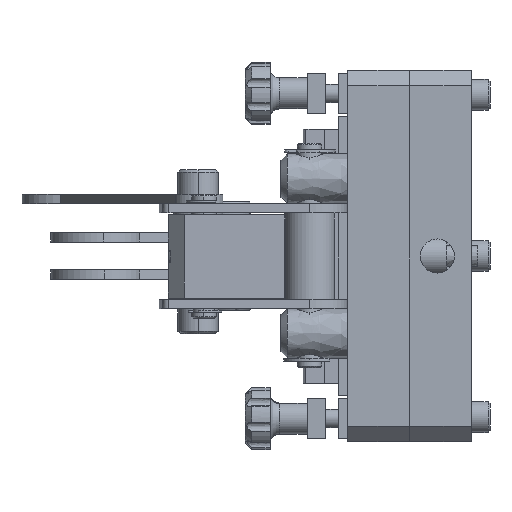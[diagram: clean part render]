
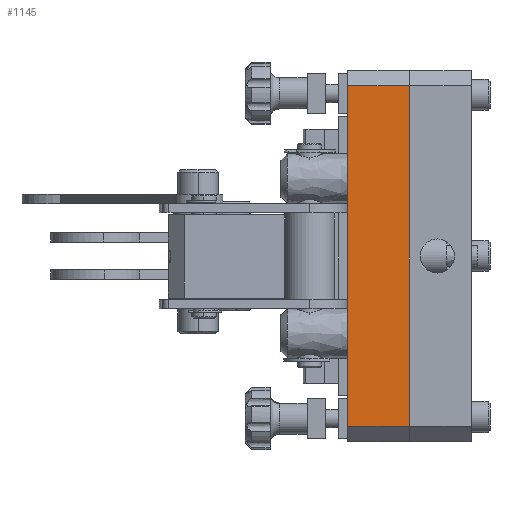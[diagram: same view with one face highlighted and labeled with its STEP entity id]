
A CAD part, left-side view. The second image highlights one B-rep face of the part: STEP entity #1145.
In plain terms, the highlighted free-form (B-spline) face has degree [1, 1] with [2, 2] control points.
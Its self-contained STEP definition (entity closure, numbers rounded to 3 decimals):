
#1145 = ADVANCED_FACE('',(#1146),#1176,.F.);
#1146 = FACE_BOUND('',#1147,.T.);
#1147 = EDGE_LOOP('',(#1148,#1157,#1164,#1171));
#1148 = ORIENTED_EDGE('',*,*,#1149,.F.);
#1149 = EDGE_CURVE('',#1150,#1152,#1154,.T.);
#1150 = VERTEX_POINT('',#1151);
#1151 = CARTESIAN_POINT('',(-121.074,9.83,
    190.507));
#1152 = VERTEX_POINT('',#1153);
#1153 = CARTESIAN_POINT('',(-121.074,9.83,
    285.761));
#1154 = B_SPLINE_CURVE_WITH_KNOTS('',1,(#1155,#1156),.UNSPECIFIED.,.F.,
  .F.,(2,2),(5.,115.),.PIECEWISE_BEZIER_KNOTS.);
#1155 = CARTESIAN_POINT('',(-121.074,9.83,
    190.507));
#1156 = CARTESIAN_POINT('',(-121.074,9.83,
    285.761));
#1157 = ORIENTED_EDGE('',*,*,#1158,.T.);
#1158 = EDGE_CURVE('',#1150,#1159,#1161,.T.);
#1159 = VERTEX_POINT('',#1160);
#1160 = CARTESIAN_POINT('',(-121.074,-7.489,
    190.507));
#1161 = B_SPLINE_CURVE_WITH_KNOTS('',1,(#1162,#1163),.UNSPECIFIED.,.F.,
  .F.,(2,2),(0.,20.),.PIECEWISE_BEZIER_KNOTS.);
#1162 = CARTESIAN_POINT('',(-121.074,9.83,
    190.507));
#1163 = CARTESIAN_POINT('',(-121.074,-7.489,
    190.507));
#1164 = ORIENTED_EDGE('',*,*,#1165,.T.);
#1165 = EDGE_CURVE('',#1159,#1166,#1168,.T.);
#1166 = VERTEX_POINT('',#1167);
#1167 = CARTESIAN_POINT('',(-121.074,-7.489,
    285.761));
#1168 = B_SPLINE_CURVE_WITH_KNOTS('',1,(#1169,#1170),.UNSPECIFIED.,.F.,
  .F.,(2,2),(5.,115.),.PIECEWISE_BEZIER_KNOTS.);
#1169 = CARTESIAN_POINT('',(-121.074,-7.489,
    190.507));
#1170 = CARTESIAN_POINT('',(-121.074,-7.489,
    285.761));
#1171 = ORIENTED_EDGE('',*,*,#1172,.T.);
#1172 = EDGE_CURVE('',#1166,#1152,#1173,.T.);
#1173 = B_SPLINE_CURVE_WITH_KNOTS('',1,(#1174,#1175),.UNSPECIFIED.,.F.,
  .F.,(2,2),(-20.,0.),.PIECEWISE_BEZIER_KNOTS.);
#1174 = CARTESIAN_POINT('',(-121.074,-7.489,
    285.761));
#1175 = CARTESIAN_POINT('',(-121.074,9.83,
    285.761));
#1176 = B_SPLINE_SURFACE_WITH_KNOTS('',1,1,(
    (#1177,#1178)
    ,(#1179,#1180
    )),.UNSPECIFIED.,.F.,.F.,.F.,(2,2),(2,2),(-115.,-5.),(-20.,0.),
  .PIECEWISE_BEZIER_KNOTS.);
#1177 = CARTESIAN_POINT('',(-121.074,-7.489,
    285.761));
#1178 = CARTESIAN_POINT('',(-121.074,9.83,
    285.761));
#1179 = CARTESIAN_POINT('',(-121.074,-7.489,
    190.507));
#1180 = CARTESIAN_POINT('',(-121.074,9.83,
    190.507));
